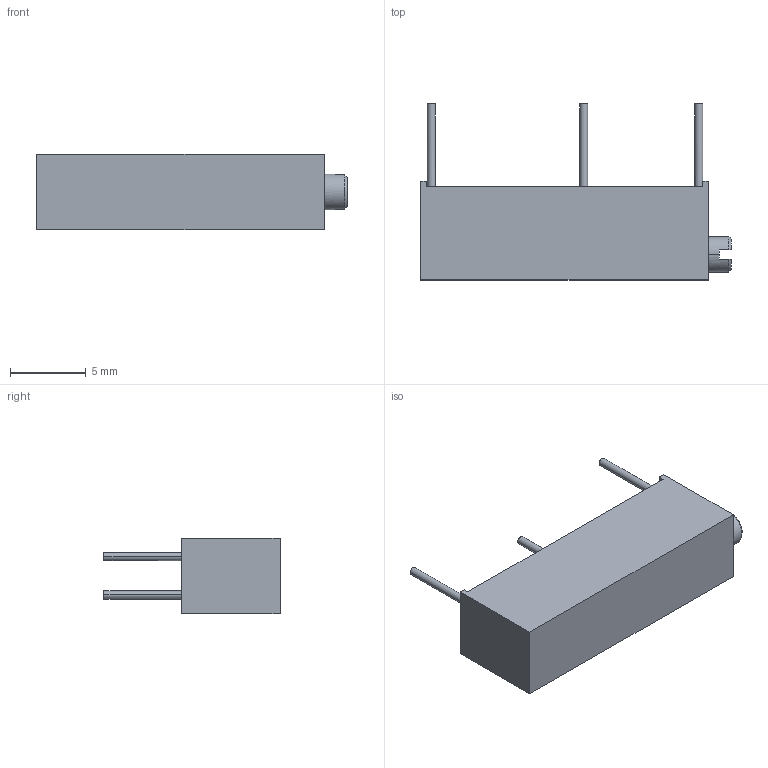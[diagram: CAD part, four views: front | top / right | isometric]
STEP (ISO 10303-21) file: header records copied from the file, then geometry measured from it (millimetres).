
FILE_DESCRIPTION((''),'2;1');
FILE_NAME('89-35_X_SW0001','2012-02-22T',('bmozley'),(''),'PRO/ENGINEER BY PARAMETRIC TECHNOLOGY CORPORATION, 2011370','PRO/ENGINEER BY PARAMETRIC TECHNOLOGY CORPORATION, 2011370','');
FILE_SCHEMA(('CONFIG_CONTROL_DESIGN'));
Length unit declared in the file: inch
Products named in the file (1): 89-35_X_SW0001
Bounding box: 20.57 x 11.66 x 5 mm (x, y, z)
Volume: 594.5 mm3; surface area: 542.3 mm2
Topology: 1 solids, 1 shells, 64 faces, 168 edges, 108 vertices
Faces by surface type: plane 38, cylinder 18, sphere 4, cone 2, torus 2
Entity records: 2045 total; most frequent: CARTESIAN_POINT 391, DIRECTION 340, ORIENTED_EDGE 336, EDGE_CURVE 168, AXIS2_PLACEMENT_3D 114, VECTOR 112, LINE 112, VERTEX_POINT 108
